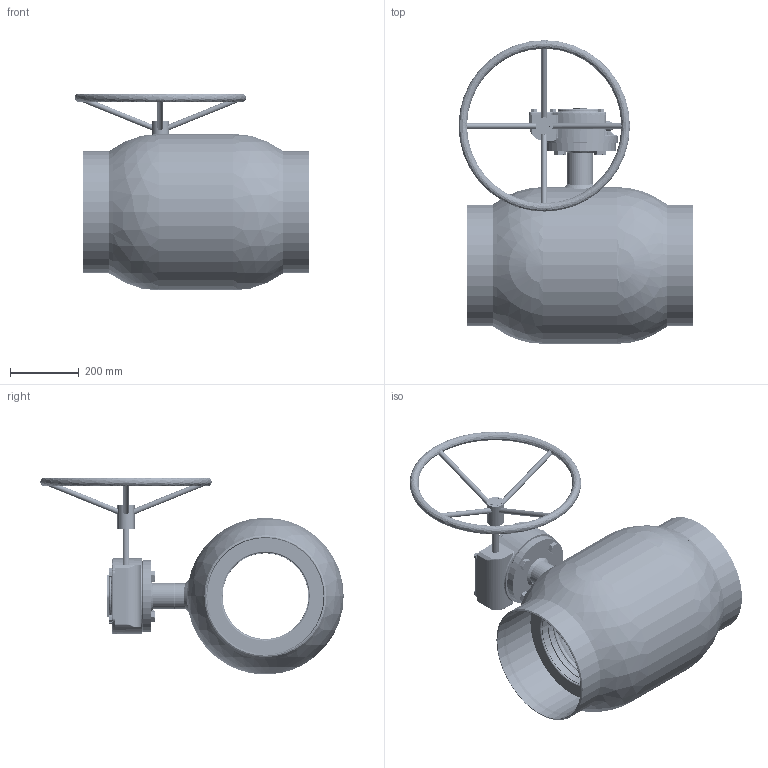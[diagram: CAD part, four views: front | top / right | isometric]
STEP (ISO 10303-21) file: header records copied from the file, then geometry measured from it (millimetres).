
FILE_DESCRIPTION (( 'STEP AP214' ), '1' );
FILE_NAME ('8501225350 480.STEP', '2021-04-12T09:01:35', ( '' ), ( '' ), 'SwSTEP 2.0', 'SolidWorks 2019', '' );
FILE_SCHEMA (( 'AUTOMOTIVE_DESIGN' ));
Length unit declared in the file: millimetre
Products named in the file (37): 349581_MACHINE 1; 328270; 600475; 339260; 600536; 349590_Monteret; 8501225350 480; 328230; DN300 Flange Welding; 349580_Machine side 1; 600588; 318110; 600387; 600537; Welding^8501225350A; 328212_DN350 EN PRESSED; 817430; weld^349580; 8501225350 000; 328211_DN350 EN PRESSED; hex screw gradeab_din_DIN EN 24017 - M20 x 40-C; 329210; 318220_DN350 PRESSED; 817210_welding; 318120; 8501225350A; circlip for shafts normal_din_Circlip DIN 471 - 50 x 2; 600517; 817240_Finished; 318475; 349582; 318055_817080; 600479_L1 = 21 - mounted; 100573
Assembly tree (53 placements, depth 7):
  8501225350 480
    8501225350 000
      8501225350A
        329210
          328211_DN350 EN PRESSED
            328212_DN350 EN PRESSED
              328230
              817210_welding
              318220_DN350 PRESSED
            318055_817080
            600387  x2
            328270
            600517
            600536
            318475
        100573  x2
        817240_Finished
        DN300 Flange Welding
        349590_Monteret
          318110
          318120
          600475
          600479_L1 = 21 - mounted  x3
          349580_Machine side 1
            349581_MACHINE 1
              349582
            339260
            weld^349580
        349590_Monteret
          318110
          318120
          600475
          600479_L1 = 21 - mounted  x3
          349580_Machine side 1
            349581_MACHINE 1
              349582
            339260
            weld^349580
        600537
        817430
        circlip for shafts normal_din_Circlip DIN 471 - 50 x 2
        Welding^8501225350A  x2
    600588
    hex screw gradeab_din_DIN EN 24017 - M20 x 40-C  x4
Bounding box: 685.44 x 885 x 574.5 mm (x, y, z)
Volume: 21722005.3 mm3; surface area: 4460464.7 mm2
Topology: 180 solids, 180 shells, 3627 faces, 7958 edges, 4713 vertices
Faces by surface type: bspline 1877, plane 1034, cylinder 345, cone 287, torus 74, sphere 10
Entity records: 135796 total; most frequent: CARTESIAN_POINT 103449, ORIENTED_EDGE 6714, DIRECTION 5890, EDGE_CURVE 3357, AXIS2_PLACEMENT_3D 2355, VERTEX_POINT 2036, EDGE_LOOP 1585, FACE_OUTER_BOUND 1470
